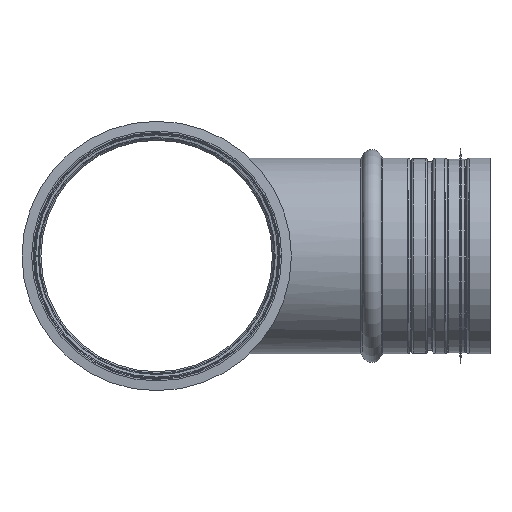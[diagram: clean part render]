
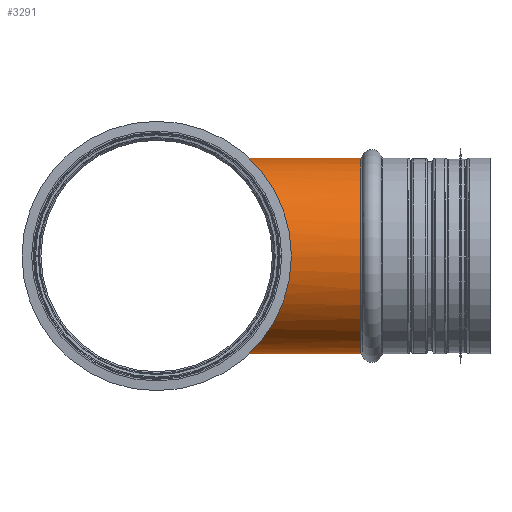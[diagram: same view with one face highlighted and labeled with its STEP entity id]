
A CAD part, front view. The second image highlights one B-rep face of the part: STEP entity #3291.
In plain terms, the highlighted cylindrical face has radius 63.5 mm (diameter 127 mm), a partial arc.
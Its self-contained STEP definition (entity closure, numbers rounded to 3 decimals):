
#102=B_SPLINE_CURVE_WITH_KNOTS('',3,(#5938,#5939,#5940,#5941,#5942,#5943,
#5944,#5945,#5946,#5947,#5948,#5949,#5950,#5951,#5952,#5953,#5954,#5955,
#5956,#5957,#5958,#5959,#5960,#5961),.UNSPECIFIED.,.F.,.F.,(4,2,2,2,2,2,
2,2,2,2,2,4),(21.613,22.294,24.259,26.495,
27.891,30.263,32.006,33.634,35.734,
38.549,40.337,42.087),.UNSPECIFIED.);
#105=B_SPLINE_CURVE_WITH_KNOTS('',3,(#6120,#6121,#6122,#6123,#6124,#6125,
#6126,#6127,#6128,#6129,#6130,#6131,#6132,#6133,#6134,#6135,#6136,#6137,
#6138,#6139,#6140,#6141),.UNSPECIFIED.,.F.,.F.,(4,2,2,2,2,2,2,2,2,2,4),
(0.,2.022,4.2,6.965,9.421,11.255,
13.006,15.276,18.15,20.344,21.468),
 .UNSPECIFIED.);
#108=B_SPLINE_CURVE_WITH_KNOTS('',3,(#6214,#6215,#6216,#6217,#6218,#6219),
 .UNSPECIFIED.,.F.,.F.,(4,2,4),(50.978,51.052,51.126),
 .UNSPECIFIED.);
#124=CYLINDRICAL_SURFACE('',#3627,63.5);
#338=FACE_OUTER_BOUND('',#569,.T.);
#569=EDGE_LOOP('',(#2426,#2427,#2428,#2429,#2430,#2431));
#831=CIRCLE('',#3628,63.5);
#1058=LINE('',#6221,#1245);
#1059=LINE('',#6224,#1246);
#1245=VECTOR('',#4405,51.172);
#1246=VECTOR('',#4408,51.172);
#1437=VERTEX_POINT('',#5936);
#1438=VERTEX_POINT('',#5937);
#1441=VERTEX_POINT('',#6118);
#1442=VERTEX_POINT('',#6119);
#1445=VERTEX_POINT('',#6220);
#1446=VERTEX_POINT('',#6222);
#1778=EDGE_CURVE('',#1437,#1438,#102,.T.);
#1782=EDGE_CURVE('',#1441,#1442,#105,.T.);
#1786=EDGE_CURVE('',#1442,#1437,#108,.T.);
#1787=EDGE_CURVE('',#1438,#1445,#1058,.T.);
#1788=EDGE_CURVE('',#1446,#1445,#831,.T.);
#1789=EDGE_CURVE('',#1441,#1446,#1059,.T.);
#2426=ORIENTED_EDGE('',*,*,#1782,.T.);
#2427=ORIENTED_EDGE('',*,*,#1786,.T.);
#2428=ORIENTED_EDGE('',*,*,#1778,.T.);
#2429=ORIENTED_EDGE('',*,*,#1787,.T.);
#2430=ORIENTED_EDGE('',*,*,#1788,.F.);
#2431=ORIENTED_EDGE('',*,*,#1789,.F.);
#3291=ADVANCED_FACE('',(#338),#124,.T.);
#3627=AXIS2_PLACEMENT_3D('',#6213,#4403,#4404);
#3628=AXIS2_PLACEMENT_3D('',#6223,#4406,#4407);
#4403=DIRECTION('center_axis',(0.,-1.,0.));
#4404=DIRECTION('ref_axis',(-1.,0.,0.));
#4405=DIRECTION('',(0.,-1.,0.));
#4406=DIRECTION('center_axis',(0.,-1.,0.));
#4407=DIRECTION('ref_axis',(-1.,0.,0.));
#4408=DIRECTION('',(0.,-1.,0.));
#5936=CARTESIAN_POINT('',(63.496,135.003,0.742));
#5937=CARTESIAN_POINT('',(-63.5,135.,0.111));
#5938=CARTESIAN_POINT('Ctrl Pts',(63.496,135.003,0.742));
#5939=CARTESIAN_POINT('Ctrl Pts',(63.468,135.024,3.071));
#5940=CARTESIAN_POINT('Ctrl Pts',(63.313,135.144,5.403));
#5941=CARTESIAN_POINT('Ctrl Pts',(62.206,135.996,14.433));
#5942=CARTESIAN_POINT('Ctrl Pts',(60.343,137.432,20.808));
#5943=CARTESIAN_POINT('Ctrl Pts',(54.518,141.746,33.384));
#5944=CARTESIAN_POINT('Ctrl Pts',(50.362,144.756,39.309));
#5945=CARTESIAN_POINT('Ctrl Pts',(42.4,149.983,47.474));
#5946=CARTESIAN_POINT('Ctrl Pts',(39.025,152.086,50.282));
#5947=CARTESIAN_POINT('Ctrl Pts',(29.247,157.567,56.849));
#5948=CARTESIAN_POINT('Ctrl Pts',(22.349,160.831,59.915));
#5949=CARTESIAN_POINT('Ctrl Pts',(9.618,164.328,63.012));
#5950=CARTESIAN_POINT('Ctrl Pts',(4.05,165.105,63.631));
#5951=CARTESIAN_POINT('Ctrl Pts',(-7.077,164.746,63.333));
#5952=CARTESIAN_POINT('Ctrl Pts',(-12.249,163.745,62.519));
#5953=CARTESIAN_POINT('Ctrl Pts',(-23.563,160.225,59.337));
#5954=CARTESIAN_POINT('Ctrl Pts',(-29.469,157.402,56.599));
#5955=CARTESIAN_POINT('Ctrl Pts',(-41.805,150.577,48.537));
#5956=CARTESIAN_POINT('Ctrl Pts',(-48.253,146.197,42.311));
#5957=CARTESIAN_POINT('Ctrl Pts',(-56.505,140.304,29.567));
#5958=CARTESIAN_POINT('Ctrl Pts',(-59.078,138.371,24.086));
#5959=CARTESIAN_POINT('Ctrl Pts',(-62.577,135.718,12.371));
#5960=CARTESIAN_POINT('Ctrl Pts',(-63.489,135.008,6.301));
#5961=CARTESIAN_POINT('Ctrl Pts',(-63.5,135.,0.111));
#6118=CARTESIAN_POINT('',(-63.5,135.,0.));
#6119=CARTESIAN_POINT('',(63.496,135.003,-0.742));
#6120=CARTESIAN_POINT('Ctrl Pts',(-63.5,135.,0.));
#6121=CARTESIAN_POINT('Ctrl Pts',(-63.5,135.,-6.739));
#6122=CARTESIAN_POINT('Ctrl Pts',(-62.432,135.832,-13.328));
#6123=CARTESIAN_POINT('Ctrl Pts',(-58.228,139.01,-26.302));
#6124=CARTESIAN_POINT('Ctrl Pts',(-55.007,141.418,-32.427));
#6125=CARTESIAN_POINT('Ctrl Pts',(-45.938,147.754,-44.66));
#6126=CARTESIAN_POINT('Ctrl Pts',(-39.768,151.812,-50.116));
#6127=CARTESIAN_POINT('Ctrl Pts',(-27.202,158.532,-57.795));
#6128=CARTESIAN_POINT('Ctrl Pts',(-20.515,161.523,-60.547));
#6129=CARTESIAN_POINT('Ctrl Pts',(-7.899,164.616,-63.248));
#6130=CARTESIAN_POINT('Ctrl Pts',(-2.388,165.196,-63.707));
#6131=CARTESIAN_POINT('Ctrl Pts',(8.671,164.512,-63.138));
#6132=CARTESIAN_POINT('Ctrl Pts',(13.852,163.351,-62.184));
#6133=CARTESIAN_POINT('Ctrl Pts',(25.126,159.557,-58.697));
#6134=CARTESIAN_POINT('Ctrl Pts',(31.161,156.558,-55.732));
#6135=CARTESIAN_POINT('Ctrl Pts',(43.56,149.444,-46.975));
#6136=CARTESIAN_POINT('Ctrl Pts',(49.797,145.128,-40.489));
#6137=CARTESIAN_POINT('Ctrl Pts',(58.205,139.055,-26.365));
#6138=CARTESIAN_POINT('Ctrl Pts',(60.886,137.005,-19.53));
#6139=CARTESIAN_POINT('Ctrl Pts',(63.059,135.341,-8.401));
#6140=CARTESIAN_POINT('Ctrl Pts',(63.451,135.038,-4.578));
#6141=CARTESIAN_POINT('Ctrl Pts',(63.496,135.003,-0.742));
#6213=CARTESIAN_POINT('Origin',(0.,104.099,0.));
#6214=CARTESIAN_POINT('Ctrl Pts',(63.496,135.003,-0.742));
#6215=CARTESIAN_POINT('Ctrl Pts',(63.499,135.001,-0.494));
#6216=CARTESIAN_POINT('Ctrl Pts',(63.5,135.,-0.247));
#6217=CARTESIAN_POINT('Ctrl Pts',(63.5,135.,0.247));
#6218=CARTESIAN_POINT('Ctrl Pts',(63.499,135.001,0.494));
#6219=CARTESIAN_POINT('Ctrl Pts',(63.496,135.003,0.742));
#6220=CARTESIAN_POINT('',(-63.5,83.828,0.111));
#6221=CARTESIAN_POINT('',(-63.5,216.,0.111));
#6222=CARTESIAN_POINT('',(-63.5,83.828,0.));
#6223=CARTESIAN_POINT('Origin',(0.,83.828,0.));
#6224=CARTESIAN_POINT('',(-63.5,216.,0.));
